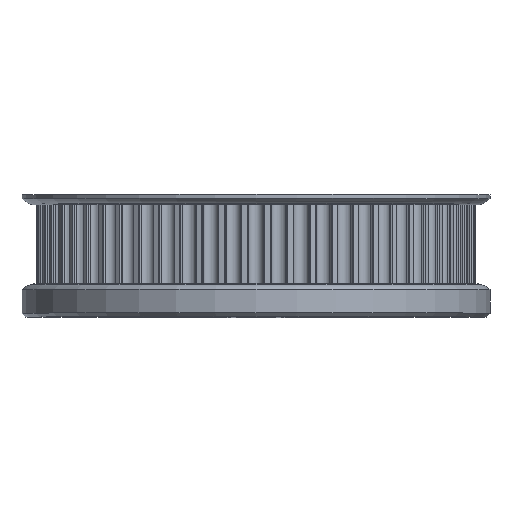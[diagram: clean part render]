
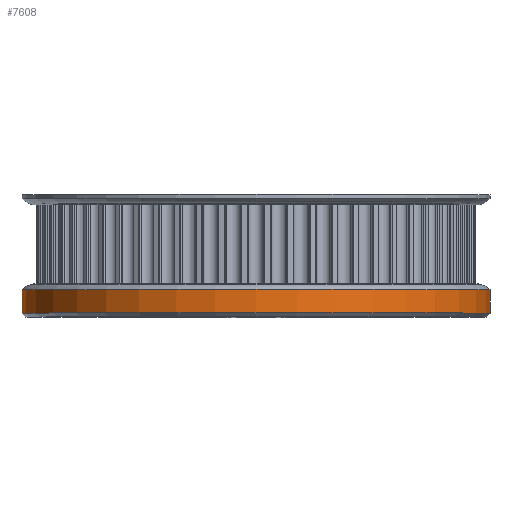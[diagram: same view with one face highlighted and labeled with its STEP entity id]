
A CAD part, top view. The second image highlights one B-rep face of the part: STEP entity #7608.
In plain terms, the highlighted cylindrical face has radius 30.045 mm (diameter 60.09 mm), a full revolution.
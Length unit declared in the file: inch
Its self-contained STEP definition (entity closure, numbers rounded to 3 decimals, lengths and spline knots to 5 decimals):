
#62=CYLINDRICAL_SURFACE('',#8081,1.18287);
#450=FACE_OUTER_BOUND('',#892,.T.);
#892=EDGE_LOOP('',(#5132,#5133,#5134,#5135));
#1341=LINE('',#12273,#1788);
#1788=VECTOR('',#9361,1.18287);
#2229=CIRCLE('',#8058,1.18287);
#2251=CIRCLE('',#8082,1.18287);
#3028=VERTEX_POINT('',#12208);
#3058=VERTEX_POINT('',#12271);
#3850=EDGE_CURVE('',#3028,#3028,#2229,.T.);
#3880=EDGE_CURVE('',#3058,#3058,#2251,.T.);
#3881=EDGE_CURVE('',#3058,#3028,#1341,.T.);
#5132=ORIENTED_EDGE('',*,*,#3880,.F.);
#5133=ORIENTED_EDGE('',*,*,#3881,.T.);
#5134=ORIENTED_EDGE('',*,*,#3850,.F.);
#5135=ORIENTED_EDGE('',*,*,#3881,.F.);
#7608=ADVANCED_FACE('',(#450),#62,.T.);
#8058=AXIS2_PLACEMENT_3D('',#12210,#9303,#9304);
#8081=AXIS2_PLACEMENT_3D('',#12270,#9357,#9358);
#8082=AXIS2_PLACEMENT_3D('',#12272,#9359,#9360);
#9303=DIRECTION('center_axis',(0.,-1.,0.));
#9304=DIRECTION('ref_axis',(0.,0.,1.));
#9357=DIRECTION('center_axis',(0.,1.,0.));
#9358=DIRECTION('ref_axis',(0.,0.,1.));
#9359=DIRECTION('center_axis',(0.,1.,0.));
#9360=DIRECTION('ref_axis',(0.,0.,1.));
#9361=DIRECTION('',(0.,-1.,0.));
#12208=CARTESIAN_POINT('',(0.,-0.34811,-1.18287));
#12210=CARTESIAN_POINT('Origin',(0.,-0.34811,0.));
#12270=CARTESIAN_POINT('Origin',(0.,0.42,0.));
#12271=CARTESIAN_POINT('',(0.,-0.23,-1.18287));
#12272=CARTESIAN_POINT('Origin',(0.,-0.23,0.));
#12273=CARTESIAN_POINT('',(0.,0.42,-1.18287));
